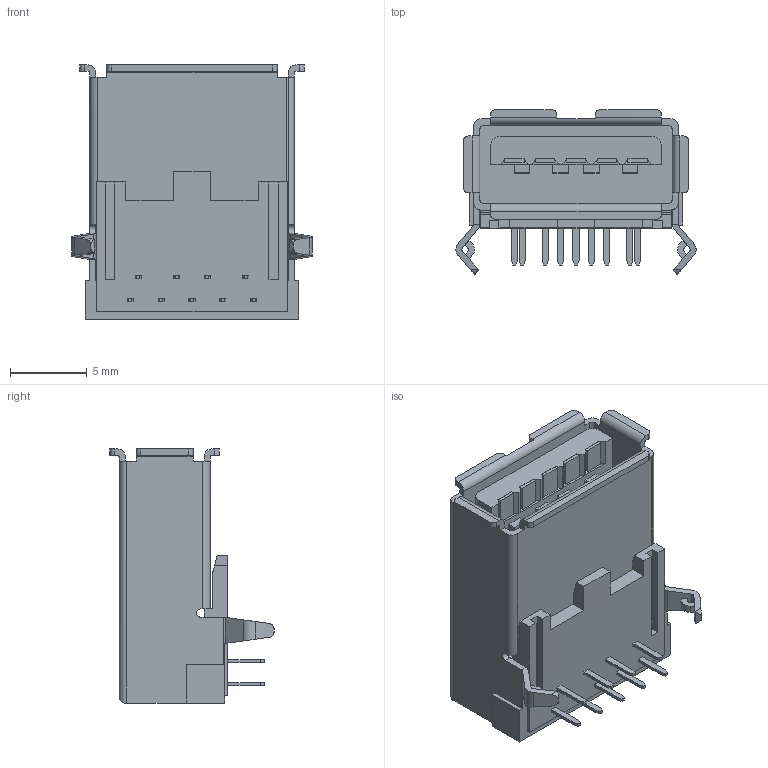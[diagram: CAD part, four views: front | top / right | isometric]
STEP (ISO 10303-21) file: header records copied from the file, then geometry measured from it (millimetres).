
FILE_DESCRIPTION (( 'STEP AP214' ), '1' );
FILE_NAME ('USB 3.0 A.STEP', '2014-10-15T14:25:53', ( 'Master' ), ( '' ), 'SwSTEP 2.0', 'SolidWorks 2013', '' );
FILE_SCHEMA (( 'AUTOMOTIVE_DESIGN' ));
Length unit declared in the file: millimetre
Products named in the file (1): USB 3.0 A
Bounding box: 15.6 x 10.66 x 16.5 mm (x, y, z)
Volume: 898.2 mm3; surface area: 1758.4 mm2
Topology: 1 solids, 1 shells, 295 faces, 847 edges, 560 vertices
Faces by surface type: plane 240, cylinder 55
Entity records: 11384 total; most frequent: CARTESIAN_POINT 1833, ORIENTED_EDGE 1694, DIRECTION 1491, EDGE_CURVE 847, LINE 719, VECTOR 719, VERTEX_POINT 560, AXIS2_PLACEMENT_3D 386
